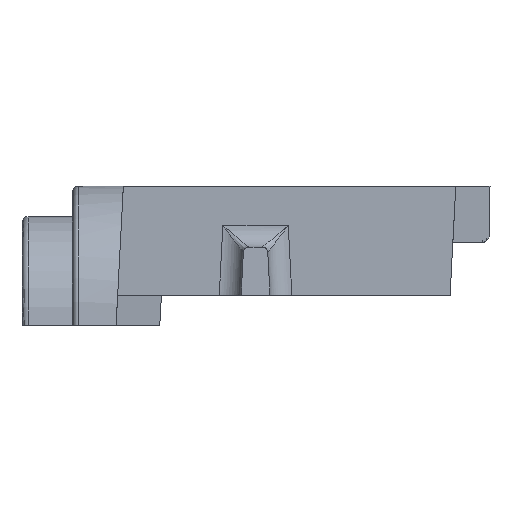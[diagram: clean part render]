
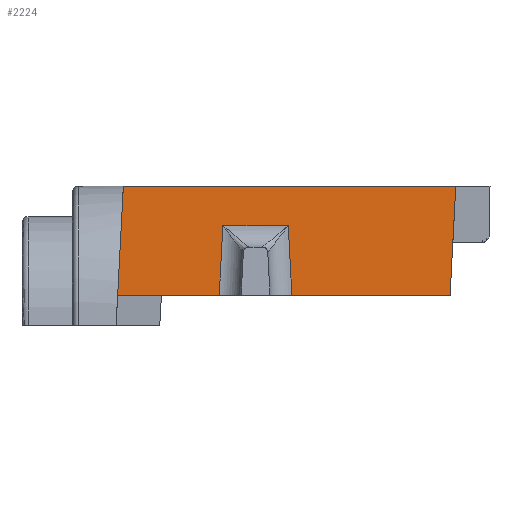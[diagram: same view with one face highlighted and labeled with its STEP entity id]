
A CAD part, left-side view. The second image highlights one B-rep face of the part: STEP entity #2224.
In plain terms, the highlighted planar face has unit normal (-1, 0, 0.018).
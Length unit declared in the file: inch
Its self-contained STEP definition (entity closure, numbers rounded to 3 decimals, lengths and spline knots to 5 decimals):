
#1 = DIRECTION ( 'NONE',  ( 0., -1., 0. ) ) ;
#89 = LINE ( 'NONE', #1286, #3409 ) ;
#94 = VECTOR ( 'NONE', #3210, 39.37008 ) ;
#191 = LINE ( 'NONE', #958, #94 ) ;
#274 = CARTESIAN_POINT ( 'NONE',  ( -0.31102, 0.03514, 0.02756 ) ) ;
#290 = DIRECTION ( 'NONE',  ( 0.017, -0.052, 0.998 ) ) ;
#317 = DIRECTION ( 'NONE',  ( 0., -1., 0. ) ) ;
#387 = LINE ( 'NONE', #3468, #3072 ) ;
#430 = VERTEX_POINT ( 'NONE', #1056 ) ;
#592 = FACE_OUTER_BOUND ( 'NONE', #3033, .T. ) ;
#661 = CARTESIAN_POINT ( 'NONE',  ( -0.31132, 0.03604, 0.01033 ) ) ;
#701 = VECTOR ( 'NONE', #2082, 39.37008 ) ;
#864 = CARTESIAN_POINT ( 'NONE',  ( -0.30993, 0.23965, 0.09021 ) ) ;
#865 = ORIENTED_EDGE ( 'NONE', *, *, #3986, .F. ) ;
#958 = CARTESIAN_POINT ( 'NONE',  ( -0.31102, 0.22324, 0.02756 ) ) ;
#1028 = CARTESIAN_POINT ( 'NONE',  ( -0.31101, 0.1776, 0.02859 ) ) ;
#1056 = CARTESIAN_POINT ( 'NONE',  ( -0.31102, 0.24293, 0.02756 ) ) ;
#1108 = VERTEX_POINT ( 'NONE', #3994 ) ;
#1221 = ORIENTED_EDGE ( 'NONE', *, *, #3406, .T. ) ;
#1251 = EDGE_CURVE ( 'NONE', #430, #3176, #2252, .T. ) ;
#1286 = CARTESIAN_POINT ( 'NONE',  ( -0.31102, 0.36481, 0.02756 ) ) ;
#1312 = CARTESIAN_POINT ( 'NONE',  ( -0.30931, 0.37518, 0.12559 ) ) ;
#1404 = DIRECTION ( 'NONE',  ( -1., 0., 0.017 ) ) ;
#1505 = VECTOR ( 'NONE', #3283, 39.37008 ) ;
#1535 = VERTEX_POINT ( 'NONE', #1679 ) ;
#1627 = EDGE_CURVE ( 'NONE', #3176, #1108, #3923, .T. ) ;
#1661 = ORIENTED_EDGE ( 'NONE', *, *, #1251, .T. ) ;
#1679 = CARTESIAN_POINT ( 'NONE',  ( -0.31102, 0.17754, 0.02756 ) ) ;
#1732 = ORIENTED_EDGE ( 'NONE', *, *, #2847, .F. ) ;
#1809 = LINE ( 'NONE', #1312, #3425 ) ;
#2031 = ORIENTED_EDGE ( 'NONE', *, *, #1627, .T. ) ;
#2035 = CARTESIAN_POINT ( 'NONE',  ( -0.31102, 0.36481, 0.02756 ) ) ;
#2082 = DIRECTION ( 'NONE',  ( 0., -1., 0. ) ) ;
#2180 = ORIENTED_EDGE ( 'NONE', *, *, #2797, .T. ) ;
#2224 = ADVANCED_FACE ( 'NONE', ( #592 ), #3334, .T. ) ;
#2234 = CARTESIAN_POINT ( 'NONE',  ( -0.31113, 0.24326, 0.02119 ) ) ;
#2252 = LINE ( 'NONE', #2234, #3020 ) ;
#2446 = EDGE_CURVE ( 'NONE', #2733, #2522, #1809, .T. ) ;
#2499 = VERTEX_POINT ( 'NONE', #2947 ) ;
#2522 = VERTEX_POINT ( 'NONE', #3338 ) ;
#2584 = DIRECTION ( 'NONE',  ( -0.017, 0.052, -0.998 ) ) ;
#2588 = ORIENTED_EDGE ( 'NONE', *, *, #2446, .F. ) ;
#2733 = VERTEX_POINT ( 'NONE', #3139 ) ;
#2797 = EDGE_CURVE ( 'NONE', #1535, #4035, #191, .T. ) ;
#2847 = EDGE_CURVE ( 'NONE', #2522, #4035, #4058, .T. ) ;
#2947 = CARTESIAN_POINT ( 'NONE',  ( -0.31102, 0.33437, 0.02756 ) ) ;
#3020 = VECTOR ( 'NONE', #290, 39.37008 ) ;
#3033 = EDGE_LOOP ( 'NONE', ( #2031, #3455, #2180, #1732, #2588, #865, #1221, #1661 ) ) ;
#3072 = VECTOR ( 'NONE', #3782, 39.37008 ) ;
#3139 = CARTESIAN_POINT ( 'NONE',  ( -0.30931, 0.32923, 0.12559 ) ) ;
#3176 = VERTEX_POINT ( 'NONE', #864 ) ;
#3205 = VECTOR ( 'NONE', #2584, 39.37008 ) ;
#3210 = DIRECTION ( 'NONE',  ( 0., -1., 0. ) ) ;
#3283 = DIRECTION ( 'NONE',  ( -0.017, -0.052, -0.998 ) ) ;
#3334 = PLANE ( 'NONE',  #3496 ) ;
#3338 = CARTESIAN_POINT ( 'NONE',  ( -0.30931, 0.03, 0.12559 ) ) ;
#3406 = EDGE_CURVE ( 'NONE', #2499, #430, #89, .T. ) ;
#3409 = VECTOR ( 'NONE', #1, 39.37008 ) ;
#3425 = VECTOR ( 'NONE', #317, 39.37008 ) ;
#3455 = ORIENTED_EDGE ( 'NONE', *, *, #3488, .T. ) ;
#3468 = CARTESIAN_POINT ( 'NONE',  ( -0.31105, 0.33445, 0.02597 ) ) ;
#3488 = EDGE_CURVE ( 'NONE', #1108, #1535, #3954, .T. ) ;
#3496 = AXIS2_PLACEMENT_3D ( 'NONE', #2035, #1404, #3640 ) ;
#3640 = DIRECTION ( 'NONE',  ( 0.017, 0., 1. ) ) ;
#3782 = DIRECTION ( 'NONE',  ( 0.017, -0.052, 0.998 ) ) ;
#3923 = LINE ( 'NONE', #4001, #701 ) ;
#3954 = LINE ( 'NONE', #1028, #1505 ) ;
#3986 = EDGE_CURVE ( 'NONE', #2499, #2733, #387, .T. ) ;
#3994 = CARTESIAN_POINT ( 'NONE',  ( -0.30993, 0.18083, 0.09021 ) ) ;
#4001 = CARTESIAN_POINT ( 'NONE',  ( -0.30993, 0.19951, 0.09021 ) ) ;
#4035 = VERTEX_POINT ( 'NONE', #274 ) ;
#4058 = LINE ( 'NONE', #661, #3205 ) ;
